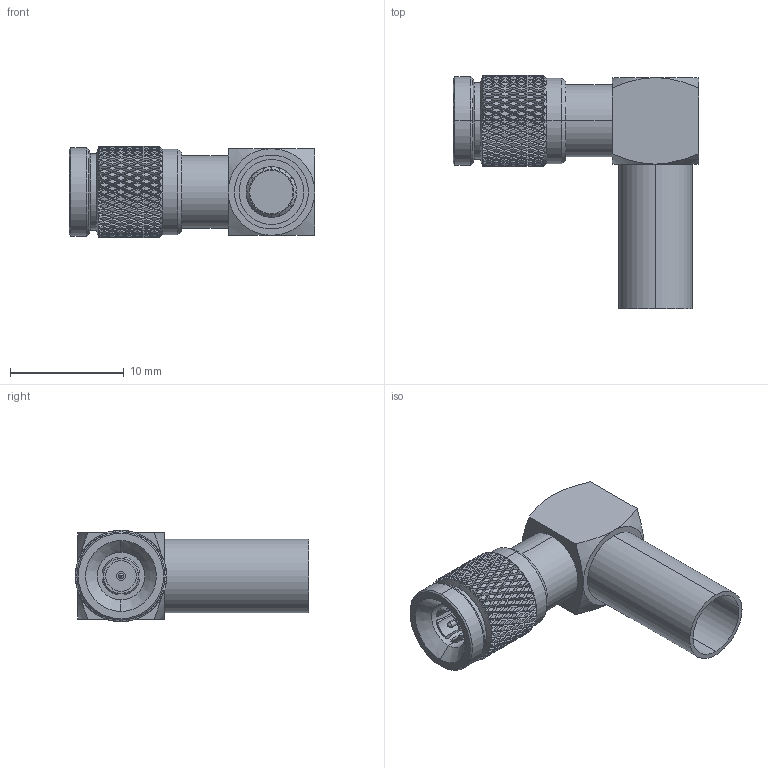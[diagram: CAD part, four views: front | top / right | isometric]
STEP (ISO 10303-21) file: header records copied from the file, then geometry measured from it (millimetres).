
FILE_DESCRIPTION (( 'STEP AP203' ), '1' );
FILE_NAME ('FMCN1818_3D.STEP', '2022-02-11T17:17:31', ( '' ), ( '' ), 'SwSTEP 2.0', 'SolidWorks 2021', '' );
FILE_SCHEMA (( 'CONFIG_CONTROL_DESIGN' ));
Length unit declared in the file: inch
Products named in the file (1): FMCN1818_3D
Bounding box: 21.59 x 20.52 x 8.03 mm (x, y, z)
Volume: 1067.9 mm3; surface area: 1615.3 mm2
Topology: 2 solids, 2 shells, 2158 faces, 4685 edges, 2540 vertices
Faces by surface type: bspline 1608, cylinder 451, plane 73, cone 26
Entity records: 82676 total; most frequent: CARTESIAN_POINT 53822, ORIENTED_EDGE 9370, EDGE_CURVE 4685, VERTEX_POINT 2540, B_SPLINE_CURVE_WITH_KNOTS 2440, EDGE_LOOP 2167, FACE_OUTER_BOUND 2158, ADVANCED_FACE 2158
